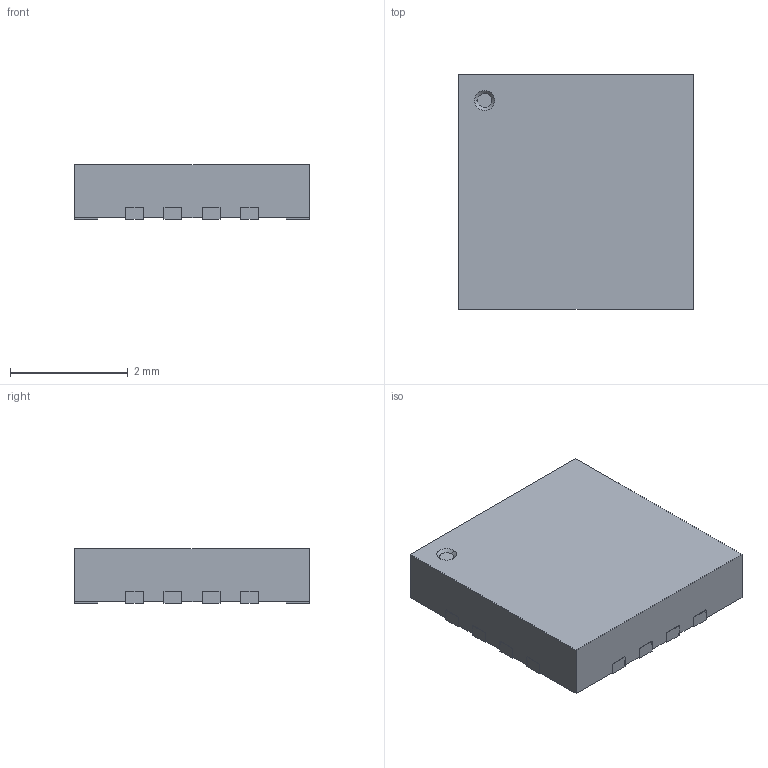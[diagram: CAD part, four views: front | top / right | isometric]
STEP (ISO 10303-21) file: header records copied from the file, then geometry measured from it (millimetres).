
FILE_DESCRIPTION (( 'STEP AP214' ), '1' );
FILE_NAME ('QFN_16.STEP', '2016-04-12T01:23:34', ( '' ), ( '' ), 'SwSTEP 2.0', 'SolidWorks 2014', '' );
FILE_SCHEMA (( 'AUTOMOTIVE_DESIGN' ));
Length unit declared in the file: millimetre
Products named in the file (1): QFN_16
Bounding box: 4 x 4 x 0.92 mm (x, y, z)
Volume: 14.3 mm3; surface area: 46.6 mm2
Topology: 1 solids, 1 shells, 105 faces, 306 edges, 204 vertices
Faces by surface type: plane 103, cone 2
Entity records: 4593 total; most frequent: CARTESIAN_POINT 616, ORIENTED_EDGE 612, DIRECTION 522, EDGE_CURVE 306, LINE 302, VECTOR 302, VERTEX_POINT 204, AXIS2_PLACEMENT_3D 110
